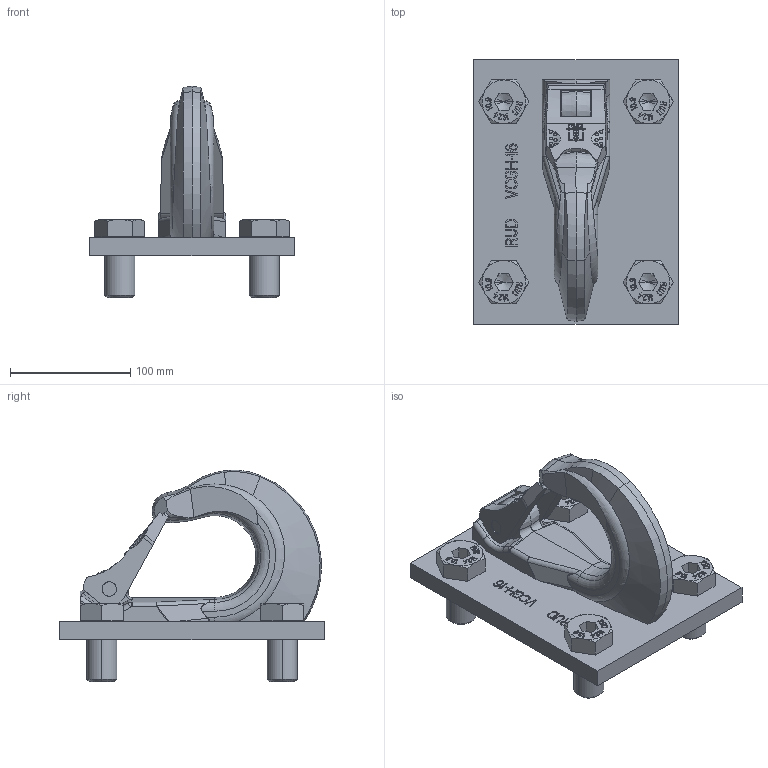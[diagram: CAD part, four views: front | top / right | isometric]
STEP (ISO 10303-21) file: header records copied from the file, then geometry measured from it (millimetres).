
FILE_DESCRIPTION((''),'2;1');
FILE_NAME('VCGH-G_ASM','2004-09-03T',('jakubetz'),(''),'PRO/ENGINEER BY PARAMETRIC TECHNOLOGY CORPORATION, 2001400','PRO/ENGINEER BY PARAMETRIC TECHNOLOGY CORPORATION, 2001400','');
FILE_SCHEMA(('CONFIG_CONTROL_DESIGN'));
Length unit declared in the file: millimetre
Products named in the file (6): 001-M31476-001_AF0; 001-M31477-001_AF0; 001-M31476-002_AF0_ASM; PRT0001; 001-M31122-V03; VCGH-G_ASM
Assembly tree (8 placements, depth 3):
  VCGH-G_ASM
    001-M31476-002_AF0_ASM
      001-M31476-001_AF0
      001-M31477-001_AF0
    PRT0001
    001-M31122-V03  x4
Bounding box: 170 x 220 x 175.72 mm (x, y, z)
Volume: 1081632.4 mm3; surface area: 197344.4 mm2
Topology: 7 solids, 11 shells, 1821 faces, 5063 edges, 3329 vertices
Faces by surface type: plane 1583, cylinder 96, cone 66, sphere 30, torus 26, bspline 20
Entity records: 30840 total; most frequent: CARTESIAN_POINT 7185, ORIENTED_EDGE 5118, DIRECTION 4449, EDGE_CURVE 2561, VECTOR 2139, LINE 2139, VERTEX_POINT 1694, AXIS2_PLACEMENT_3D 1155
